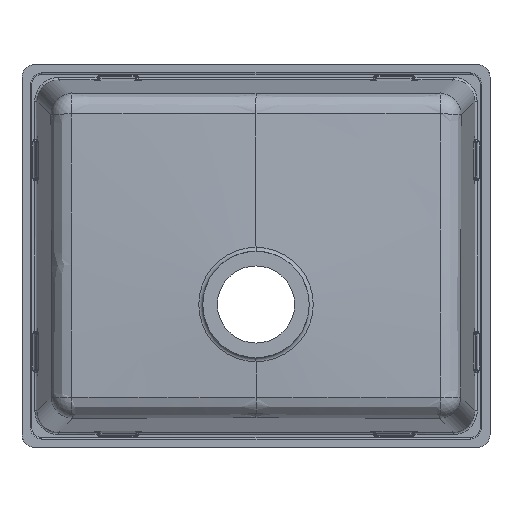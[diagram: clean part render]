
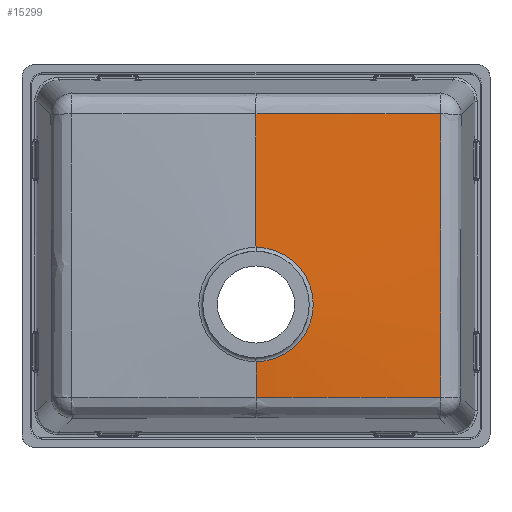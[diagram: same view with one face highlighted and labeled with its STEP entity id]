
A CAD part, front view. The second image highlights one B-rep face of the part: STEP entity #15299.
In plain terms, the highlighted conical face has half-angle 87 degrees and reference radius 189.529 mm.
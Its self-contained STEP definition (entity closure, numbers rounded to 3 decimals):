
#3975=CARTESIAN_POINT('',(0.,-230.5,-57.));
#3976=DIRECTION('',(0.,-1.,0.));
#3977=DIRECTION('',(0.,0.,-1.));
#3978=AXIS2_PLACEMENT_3D('',#3975,#3976,#3977);
#3980=CARTESIAN_POINT('',(0.,-222.287,
166.95));
#3981=CARTESIAN_POINT('',(9.835,-222.287,166.95));
#3982=CARTESIAN_POINT('',(29.195,-222.22,166.948));
#3983=CARTESIAN_POINT('',(58.703,-221.921,166.942));
#3984=CARTESIAN_POINT('',(88.28,-221.436,166.935));
#3985=CARTESIAN_POINT('',(118.296,-220.776,166.931));
#3986=CARTESIAN_POINT('',(149.247,-219.942,166.935));
#3987=CARTESIAN_POINT('',(181.757,-218.928,166.95));
#3988=CARTESIAN_POINT('',(204.955,-218.119,166.971));
#3989=CARTESIAN_POINT('',(216.954,-217.681,166.984));
#3991=CARTESIAN_POINT('',(216.954,-217.681,166.984));
#3992=CARTESIAN_POINT('',(216.944,-217.996,158.613));
#3993=CARTESIAN_POINT('',(216.927,-218.593,142.323));
#3994=CARTESIAN_POINT('',(216.91,-219.375,119.582));
#3995=CARTESIAN_POINT('',(216.9,-220.088,97.162));
#3996=CARTESIAN_POINT('',(216.896,-220.684,76.55));
#3997=CARTESIAN_POINT('',(216.895,-221.177,57.589));
#3998=CARTESIAN_POINT('',(216.898,-221.598,39.208));
#3999=CARTESIAN_POINT('',(216.902,-221.957,20.842));
#4000=CARTESIAN_POINT('',(216.907,-222.242,2.855));
#4001=CARTESIAN_POINT('',(216.912,-222.451,
-14.566));
#4002=CARTESIAN_POINT('',(216.916,-222.589,
-31.673));
#4003=CARTESIAN_POINT('',(216.917,-222.658,
-48.662));
#4004=CARTESIAN_POINT('',(216.917,-222.658,
-65.637));
#4005=CARTESIAN_POINT('',(216.915,-222.587,
-82.649));
#4006=CARTESIAN_POINT('',(216.912,-222.448,
-99.688));
#4007=CARTESIAN_POINT('',(216.907,-222.242,
-116.827));
#4008=CARTESIAN_POINT('',(216.903,-221.969,
-134.137));
#4009=CARTESIAN_POINT('',(216.898,-221.639,
-151.181));
#4010=CARTESIAN_POINT('',(216.897,-221.41,
-161.409));
#4011=CARTESIAN_POINT('',(216.896,-221.294,
-166.317));
#4013=CARTESIAN_POINT('',(216.896,-221.294,
-166.317));
#4014=CARTESIAN_POINT('',(209.644,-221.634,
-166.303));
#4015=CARTESIAN_POINT('',(194.935,-222.316,
-166.277));
#4016=CARTESIAN_POINT('',(172.027,-223.35,
-166.248));
#4017=CARTESIAN_POINT('',(149.439,-224.33,
-166.233));
#4018=CARTESIAN_POINT('',(128.338,-225.2,
-166.233));
#4019=CARTESIAN_POINT('',(107.873,-225.989,
-166.247));
#4020=CARTESIAN_POINT('',(87.644,-226.696,
-166.275));
#4021=CARTESIAN_POINT('',(69.016,-227.264,
-166.313));
#4022=CARTESIAN_POINT('',(51.293,-227.711,
-166.353));
#4023=CARTESIAN_POINT('',(34.136,-228.039,
-166.39));
#4024=CARTESIAN_POINT('',(16.861,-228.244,
-166.418));
#4025=CARTESIAN_POINT('',(5.698,-228.289,
-166.424));
#4026=CARTESIAN_POINT('',(0.,-228.289,
-166.424));
#4043=DIRECTION('',(0.,0.052,-0.999));
#4044=VECTOR('',#4043,42.254);
#4045=CARTESIAN_POINT('',(0.,-230.5,
-124.228));
#4046=LINE('',#4045,#4044);
#4096=CARTESIAN_POINT('',(0.,-222.287,
166.95));
#4098=DIRECTION('',(0.,-0.052,-0.999));
#4099=VECTOR('',#4098,156.936);
#4100=CARTESIAN_POINT('',(0.,-222.287,
166.95));
#4101=LINE('',#4100,#4099);
#6309=VERTEX_POINT('',#4096);
#6311=VERTEX_POINT('',#3989);
#6315=VERTEX_POINT('',#4011);
#6319=VERTEX_POINT('',#4026);
#6361=CARTESIAN_POINT('',(0.,-230.5,10.228));
#6362=CARTESIAN_POINT('',(0.,-230.5,-124.228));
#6363=VERTEX_POINT('',#6361);
#6364=VERTEX_POINT('',#6362);
#15282=CARTESIAN_POINT('',(0.,-224.09,-57.));
#15283=DIRECTION('',(0.,1.,0.));
#15284=DIRECTION('',(0.,0.,-1.));
#15285=AXIS2_PLACEMENT_3D('',#15282,#15283,#15284);
#15286=CONICAL_SURFACE('',#15285,189.529,87.);
#15288=ORIENTED_EDGE('',*,*,#15287,.T.);
#15290=ORIENTED_EDGE('',*,*,#15289,.F.);
#15292=ORIENTED_EDGE('',*,*,#15291,.T.);
#15293=ORIENTED_EDGE('',*,*,#15275,.T.);
#15294=ORIENTED_EDGE('',*,*,#9845,.T.);
#15296=ORIENTED_EDGE('',*,*,#15295,.F.);
#15297=EDGE_LOOP('',(#15288,#15290,#15292,#15293,#15294,#15296));
#15298=FACE_OUTER_BOUND('',#15297,.F.);
#15299=ADVANCED_FACE('',(#15298),#15286,.T.);
#3979=CIRCLE('',#3978,67.228);
#3990=B_SPLINE_CURVE_WITH_KNOTS('',3,(#3980,#3981,#3982,#3983,#3984,#3985,#3986,
#3987,#3988,#3989),.UNSPECIFIED.,.F.,.F.,(4,1,1,1,1,1,1,4),(0.,
0.143,0.286,0.429,0.571,
0.714,0.857,1.),.UNSPECIFIED.);
#4012=B_SPLINE_CURVE_WITH_KNOTS('',3,(#3991,#3992,#3993,#3994,#3995,#3996,#3997,
#3998,#3999,#4000,#4001,#4002,#4003,#4004,#4005,#4006,#4007,#4008,#4009,#4010,
#4011),.UNSPECIFIED.,.F.,.F.,(4,1,1,1,1,1,1,1,1,1,1,1,1,1,1,1,1,1,4),(0.,
0.056,0.111,0.167,0.222,
0.278,0.333,0.389,0.444,0.5,
0.556,0.611,0.667,0.722,
0.778,0.833,0.889,0.944,1.),
.UNSPECIFIED.);
#4027=B_SPLINE_CURVE_WITH_KNOTS('',3,(#4013,#4014,#4015,#4016,#4017,#4018,#4019,
#4020,#4021,#4022,#4023,#4024,#4025,#4026),.UNSPECIFIED.,.F.,.F.,(4,1,1,1,1,1,1,
1,1,1,1,4),(0.,0.091,0.182,0.273,
0.364,0.455,0.545,0.636,
0.727,0.818,0.909,1.),.UNSPECIFIED.);
#9845=EDGE_CURVE('',#6315,#6319,#4027,.T.);
#15275=EDGE_CURVE('',#6311,#6315,#4012,.T.);
#15287=EDGE_CURVE('',#6364,#6363,#3979,.T.);
#15289=EDGE_CURVE('',#6309,#6363,#4101,.T.);
#15291=EDGE_CURVE('',#6309,#6311,#3990,.T.);
#15295=EDGE_CURVE('',#6364,#6319,#4046,.T.);
